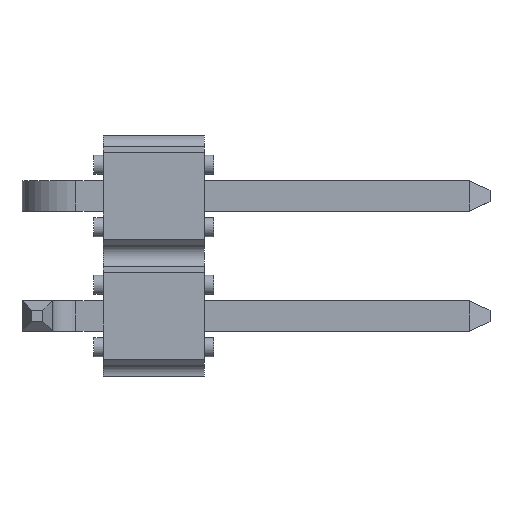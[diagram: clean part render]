
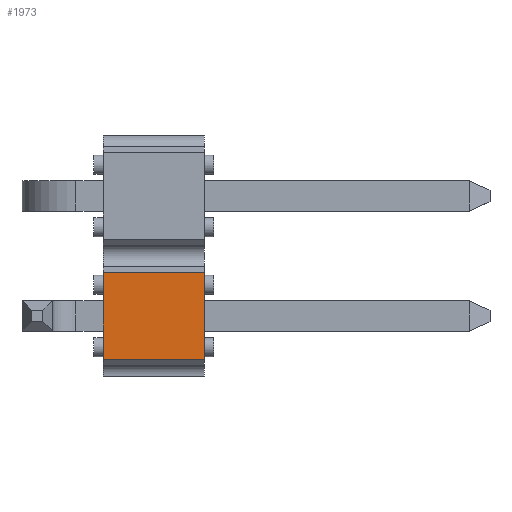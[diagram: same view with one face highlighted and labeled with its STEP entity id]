
A CAD part, top view. The second image highlights one B-rep face of the part: STEP entity #1973.
In plain terms, the highlighted planar face has unit normal (0, 0, 1).
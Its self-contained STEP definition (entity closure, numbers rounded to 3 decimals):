
#462=DIRECTION('',(0.,1.,0.));
#463=VECTOR('',#462,1.832);
#464=CARTESIAN_POINT('',(2.14,-3.456,1.205));
#465=LINE('433',#464,#463);
#662=DIRECTION('',(0.,1.,0.));
#663=VECTOR('',#662,1.832);
#664=CARTESIAN_POINT('',(0.,-3.456,1.205));
#665=LINE('399',#664,#663);
#666=DIRECTION('',(-1.,0.,0.));
#667=VECTOR('',#666,2.14);
#668=CARTESIAN_POINT('',(2.14,-3.456,1.205));
#669=LINE('420',#668,#667);
#670=DIRECTION('',(-1.,0.,0.));
#671=VECTOR('',#670,2.14);
#672=CARTESIAN_POINT('',(2.14,-1.624,1.205));
#673=LINE('421',#672,#671);
#1159=CARTESIAN_POINT('',(0.,-1.624,1.205));
#1161=VERTEX_POINT('',#1159);
#1162=CARTESIAN_POINT('',(0.,-3.456,1.205));
#1163=VERTEX_POINT('',#1162);
#1194=CARTESIAN_POINT('',(2.14,-3.456,1.205));
#1195=VERTEX_POINT('',#1194);
#1196=CARTESIAN_POINT('',(2.14,-1.624,1.205));
#1197=VERTEX_POINT('',#1196);
#1961=CARTESIAN_POINT('',(1.07,-2.54,1.205));
#1962=DIRECTION('',(0.,0.,1.));
#1963=DIRECTION('',(0.,-1.,0.));
#1964=AXIS2_PLACEMENT_3D('',#1961,#1962,#1963);
#1965=PLANE('372',#1964);
#1966=ORIENTED_EDGE('399',*,*,#1363,.T.);
#1968=ORIENTED_EDGE('421',*,*,#1967,.F.);
#1969=ORIENTED_EDGE('433',*,*,#1634,.F.);
#1970=ORIENTED_EDGE('420',*,*,#1954,.T.);
#1971=EDGE_LOOP('372',(#1966,#1968,#1969,#1970));
#1972=FACE_OUTER_BOUND('372',#1971,.F.);
#1363=EDGE_CURVE('399',#1163,#1161,#665,.T.);
#1634=EDGE_CURVE('433',#1195,#1197,#465,.T.);
#1954=EDGE_CURVE('420',#1195,#1163,#669,.T.);
#1967=EDGE_CURVE('421',#1197,#1161,#673,.T.);
#1973=ADVANCED_FACE('372',(#1972),#1965,.T.);
